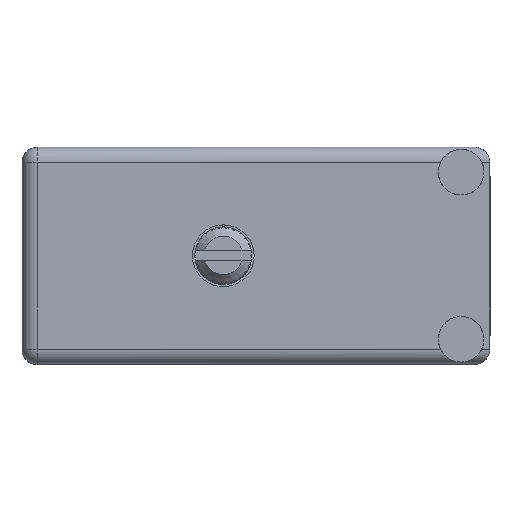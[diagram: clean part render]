
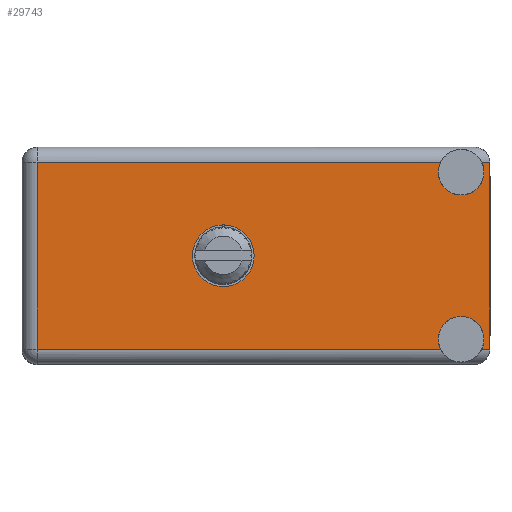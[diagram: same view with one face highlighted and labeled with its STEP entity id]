
A CAD part, top view. The second image highlights one B-rep face of the part: STEP entity #29743.
In plain terms, the highlighted face is planar.
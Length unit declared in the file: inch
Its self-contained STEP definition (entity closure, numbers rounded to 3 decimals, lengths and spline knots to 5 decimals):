
#434 = ORIENTED_EDGE ( 'NONE', *, *, #25174, .T. ) ;
#1111 = VERTEX_POINT ( 'NONE', #74922 ) ;
#4425 = CARTESIAN_POINT ( 'NONE',  ( 0., 0.906, -0.715 ) ) ;
#7497 = VERTEX_POINT ( 'NONE', #35149 ) ;
#12181 = EDGE_CURVE ( 'NONE', #85082, #46291, #22529, .T. ) ;
#13934 = DIRECTION ( 'NONE',  ( 0., 0., 1. ) ) ;
#14162 = ORIENTED_EDGE ( 'NONE', *, *, #150459, .F. ) ;
#14258 = VECTOR ( 'NONE', #13934, 39.37008 ) ;
#14870 = VERTEX_POINT ( 'NONE', #164810 ) ;
#18420 = CARTESIAN_POINT ( 'NONE',  ( 1.539, 0.906, 0. ) ) ;
#18789 = DIRECTION ( 'NONE',  ( 0., 0., 1. ) ) ;
#19238 = ORIENTED_EDGE ( 'NONE', *, *, #122457, .F. ) ;
#20276 = VECTOR ( 'NONE', #132327, 39.37008 ) ;
#22262 = CARTESIAN_POINT ( 'NONE',  ( 1.539, 0.906, -0.05 ) ) ;
#22529 = LINE ( 'NONE', #22262, #172472 ) ;
#22550 = ORIENTED_EDGE ( 'NONE', *, *, #22968, .F. ) ;
#22821 = ORIENTED_EDGE ( 'NONE', *, *, #68187, .T. ) ;
#22968 = EDGE_CURVE ( 'NONE', #14870, #116044, #161465, .T. ) ;
#25174 = EDGE_CURVE ( 'NONE', #52758, #116044, #181170, .T. ) ;
#29245 = DIRECTION ( 'NONE',  ( 0., 0., 1. ) ) ;
#29743 = ADVANCED_FACE ( 'NONE', ( #159984, #65093 ), #59941, .T. ) ;
#30828 = AXIS2_PLACEMENT_3D ( 'NONE', #4425, #159882, #102604 ) ;
#30901 = DIRECTION ( 'NONE',  ( 0., 1., 0. ) ) ;
#31391 = CARTESIAN_POINT ( 'NONE',  ( 0.05, 0.906, -0.665 ) ) ;
#32942 = DIRECTION ( 'NONE',  ( -1., 0., 0. ) ) ;
#33559 = DIRECTION ( 'NONE',  ( 0., 1., 0. ) ) ;
#35149 = CARTESIAN_POINT ( 'NONE',  ( 1.445, 0.906, -0.1575 ) ) ;
#35745 = LINE ( 'NONE', #18420, #53472 ) ;
#36444 = DIRECTION ( 'NONE',  ( 1., 0., 0. ) ) ;
#36473 = VERTEX_POINT ( 'NONE', #124717 ) ;
#37385 = CARTESIAN_POINT ( 'NONE',  ( 0.6625, 0.906, -0.459 ) ) ;
#41673 = ORIENTED_EDGE ( 'NONE', *, *, #46514, .F. ) ;
#43570 = DIRECTION ( 'NONE',  ( 1., 0., 0. ) ) ;
#44661 = CARTESIAN_POINT ( 'NONE',  ( 0., 0.906, -0.665 ) ) ;
#45740 = CARTESIAN_POINT ( 'NONE',  ( 0.6625, 0.906, -0.3575 ) ) ;
#46291 = VERTEX_POINT ( 'NONE', #102029 ) ;
#46514 = EDGE_CURVE ( 'NONE', #121914, #81563, #50224, .T. ) ;
#47262 = EDGE_CURVE ( 'NONE', #126496, #14870, #164806, .T. ) ;
#47619 = VECTOR ( 'NONE', #32942, 39.37008 ) ;
#48019 = CIRCLE ( 'NONE', #111496, 0.075 ) ;
#48184 = DIRECTION ( 'NONE',  ( 0., 1., 0. ) ) ;
#50224 = CIRCLE ( 'NONE', #114765, 0.1015 ) ;
#50651 = ORIENTED_EDGE ( 'NONE', *, *, #169305, .F. ) ;
#50975 = AXIS2_PLACEMENT_3D ( 'NONE', #127439, #99591, #29245 ) ;
#52758 = VERTEX_POINT ( 'NONE', #55453 ) ;
#53472 = VECTOR ( 'NONE', #104221, 39.37008 ) ;
#54048 = VECTOR ( 'NONE', #43570, 39.37008 ) ;
#55453 = CARTESIAN_POINT ( 'NONE',  ( 1.539, 0.906, -0.665 ) ) ;
#55869 = EDGE_CURVE ( 'NONE', #36473, #1111, #87108, .T. ) ;
#58755 = DIRECTION ( 'NONE',  ( 0., 1., 0. ) ) ;
#59941 = PLANE ( 'NONE',  #30828 ) ;
#60625 = AXIS2_PLACEMENT_3D ( 'NONE', #106186, #48184, #90688 ) ;
#62539 = ORIENTED_EDGE ( 'NONE', *, *, #136750, .F. ) ;
#62708 = CARTESIAN_POINT ( 'NONE',  ( 1.37741, 0.906, -0.665 ) ) ;
#65093 = FACE_OUTER_BOUND ( 'NONE', #118443, .T. ) ;
#68187 = EDGE_CURVE ( 'NONE', #171614, #36473, #78364, .T. ) ;
#73331 = ORIENTED_EDGE ( 'NONE', *, *, #115209, .T. ) ;
#74693 = AXIS2_PLACEMENT_3D ( 'NONE', #45740, #30901, #157339 ) ;
#74922 = CARTESIAN_POINT ( 'NONE',  ( 1.37741, 0.906, -0.05 ) ) ;
#78364 = LINE ( 'NONE', #157590, #14258 ) ;
#81563 = VERTEX_POINT ( 'NONE', #37385 ) ;
#81704 = ORIENTED_EDGE ( 'NONE', *, *, #12181, .T. ) ;
#85082 = VERTEX_POINT ( 'NONE', #105625 ) ;
#87108 = LINE ( 'NONE', #99741, #54048 ) ;
#90688 = DIRECTION ( 'NONE',  ( 0., 0., 1. ) ) ;
#99591 = DIRECTION ( 'NONE',  ( 0., 1., 0. ) ) ;
#99741 = CARTESIAN_POINT ( 'NONE',  ( 1.539, 0.906, -0.05 ) ) ;
#100676 = LINE ( 'NONE', #44661, #47619 ) ;
#102029 = CARTESIAN_POINT ( 'NONE',  ( 1.539, 0.906, -0.05 ) ) ;
#102604 = DIRECTION ( 'NONE',  ( 0., 0., 1. ) ) ;
#103969 = CARTESIAN_POINT ( 'NONE',  ( 1.445, 0.906, -0.0825 ) ) ;
#104221 = DIRECTION ( 'NONE',  ( 0., 0., 1. ) ) ;
#105625 = CARTESIAN_POINT ( 'NONE',  ( 1.51259, 0.906, -0.05 ) ) ;
#106186 = CARTESIAN_POINT ( 'NONE',  ( 1.445, 0.906, -0.6325 ) ) ;
#106624 = ORIENTED_EDGE ( 'NONE', *, *, #55869, .T. ) ;
#110285 = CARTESIAN_POINT ( 'NONE',  ( 1.51259, 0.906, -0.665 ) ) ;
#111496 = AXIS2_PLACEMENT_3D ( 'NONE', #103969, #33559, #18789 ) ;
#111578 = AXIS2_PLACEMENT_3D ( 'NONE', #143372, #58755, #113794 ) ;
#112978 = CIRCLE ( 'NONE', #74693, 0.1015 ) ;
#113794 = DIRECTION ( 'NONE',  ( 0., 0., 1. ) ) ;
#114765 = AXIS2_PLACEMENT_3D ( 'NONE', #143181, #155453, #127786 ) ;
#115209 = EDGE_CURVE ( 'NONE', #126496, #171614, #100676, .T. ) ;
#115219 = CIRCLE ( 'NONE', #111578, 0.075 ) ;
#116044 = VERTEX_POINT ( 'NONE', #110285 ) ;
#118443 = EDGE_LOOP ( 'NONE', ( #106624, #50651, #62539, #81704, #19238, #434, #22550, #129059, #73331, #22821 ) ) ;
#121914 = VERTEX_POINT ( 'NONE', #147627 ) ;
#122457 = EDGE_CURVE ( 'NONE', #52758, #46291, #35745, .T. ) ;
#123171 = EDGE_LOOP ( 'NONE', ( #41673, #14162 ) ) ;
#124717 = CARTESIAN_POINT ( 'NONE',  ( 0.05, 0.906, -0.05 ) ) ;
#126496 = VERTEX_POINT ( 'NONE', #62708 ) ;
#127439 = CARTESIAN_POINT ( 'NONE',  ( 1.445, 0.906, -0.6325 ) ) ;
#127786 = DIRECTION ( 'NONE',  ( 0., 0., 1. ) ) ;
#129059 = ORIENTED_EDGE ( 'NONE', *, *, #47262, .F. ) ;
#132327 = DIRECTION ( 'NONE',  ( -1., 0., 0. ) ) ;
#136750 = EDGE_CURVE ( 'NONE', #85082, #7497, #48019, .T. ) ;
#143181 = CARTESIAN_POINT ( 'NONE',  ( 0.6625, 0.906, -0.3575 ) ) ;
#143372 = CARTESIAN_POINT ( 'NONE',  ( 1.445, 0.906, -0.0825 ) ) ;
#147627 = CARTESIAN_POINT ( 'NONE',  ( 0.6625, 0.906, -0.256 ) ) ;
#150459 = EDGE_CURVE ( 'NONE', #81563, #121914, #112978, .T. ) ;
#155453 = DIRECTION ( 'NONE',  ( 0., 1., 0. ) ) ;
#157339 = DIRECTION ( 'NONE',  ( 0., 0., 1. ) ) ;
#157590 = CARTESIAN_POINT ( 'NONE',  ( 0.05, 0.906, -0.715 ) ) ;
#158709 = CARTESIAN_POINT ( 'NONE',  ( 0., 0.906, -0.665 ) ) ;
#159882 = DIRECTION ( 'NONE',  ( 0., 1., 0. ) ) ;
#159984 = FACE_BOUND ( 'NONE', #123171, .T. ) ;
#161465 = CIRCLE ( 'NONE', #60625, 0.075 ) ;
#164806 = CIRCLE ( 'NONE', #50975, 0.075 ) ;
#164810 = CARTESIAN_POINT ( 'NONE',  ( 1.445, 0.906, -0.5575 ) ) ;
#169305 = EDGE_CURVE ( 'NONE', #7497, #1111, #115219, .T. ) ;
#171614 = VERTEX_POINT ( 'NONE', #31391 ) ;
#172472 = VECTOR ( 'NONE', #36444, 39.37008 ) ;
#181170 = LINE ( 'NONE', #158709, #20276 ) ;
